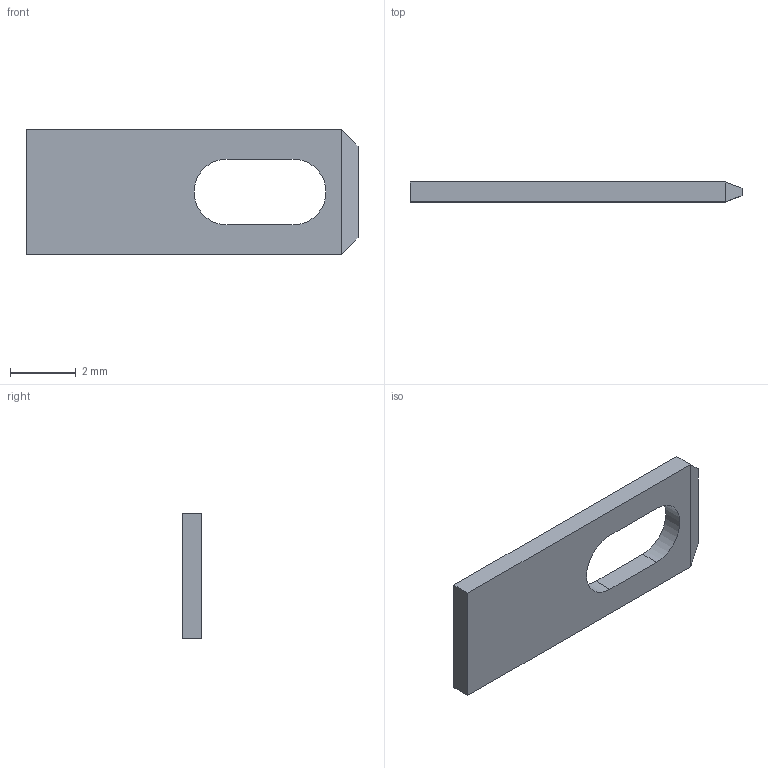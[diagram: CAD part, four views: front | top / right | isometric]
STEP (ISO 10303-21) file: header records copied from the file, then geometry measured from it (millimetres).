
FILE_DESCRIPTION(/* description */ (''),/* implementation_level */ '2;1');
FILE_NAME(/* name */ 'AM-0912_TERMINAL_ANY.ipt.step',/* time_stamp */ '2014-01-07T11:19:28-08:00',/* author */ ('Philip'),/* organization */ (''),/* preprocessor_version */ 'ST-DEVELOPER v15.2',/* originating_system */ 'Autodesk Inventor 2014',/* authorisation */ '');
FILE_SCHEMA (('AUTOMOTIVE_DESIGN { 1 0 10303 214 3 1 1 }'));
Length unit declared in the file: inch
Products named in the file (1): AM-0912_TERMINAL_ANY
Bounding box: 10.06 x 0.6 x 3.8 mm (x, y, z)
Volume: 18.2 mm3; surface area: 83.1 mm2
Topology: 1 solids, 1 shells, 14 faces, 32 edges, 20 vertices
Faces by surface type: plane 12, cylinder 2
Entity records: 415 total; most frequent: CARTESIAN_POINT 67, DIRECTION 66, ORIENTED_EDGE 64, EDGE_CURVE 32, LINE 28, VECTOR 28, VERTEX_POINT 20, AXIS2_PLACEMENT_3D 19
